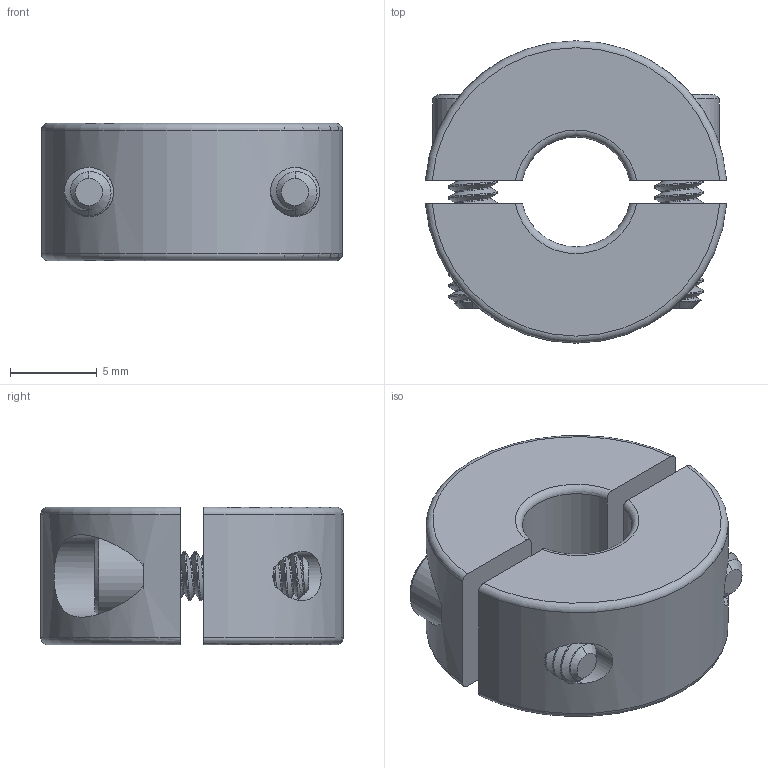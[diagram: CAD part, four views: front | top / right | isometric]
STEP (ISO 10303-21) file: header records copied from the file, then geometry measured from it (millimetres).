
FILE_DESCRIPTION (( 'STEP AP203' ), '1' );
FILE_NAME ('6436K12.step', '2013-05-08T12:19:35', ( '' ), ( '' ), 'SwSTEP 2.0', 'SolidWorks 2010', '' );
FILE_SCHEMA (( 'CONFIG_CONTROL_DESIGN' ));
Length unit declared in the file: inch
Products named in the file (1): 6436K12
Bounding box: 17.41 x 17.46 x 7.94 mm (x, y, z)
Volume: 1470.7 mm3; surface area: 1683.6 mm2
Topology: 4 solids, 4 shells, 200 faces, 552 edges, 366 vertices
Faces by surface type: cylinder 142, plane 34, torus 10, cone 10, bspline 4
Entity records: 9415 total; most frequent: CARTESIAN_POINT 4963, ORIENTED_EDGE 1104, DIRECTION 732, EDGE_CURVE 552, VERTEX_POINT 366, AXIS2_PLACEMENT_3D 263, EDGE_LOOP 214, LINE 206
